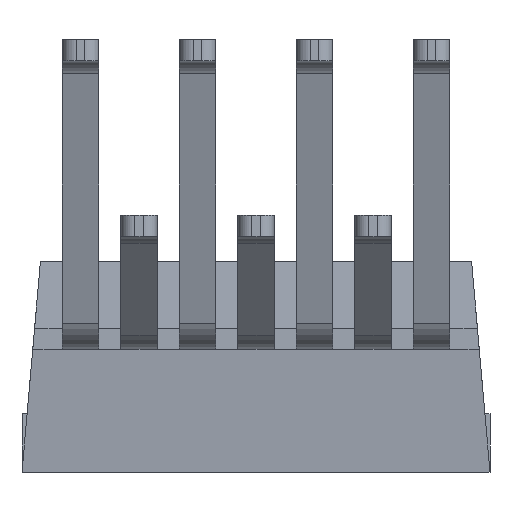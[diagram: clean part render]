
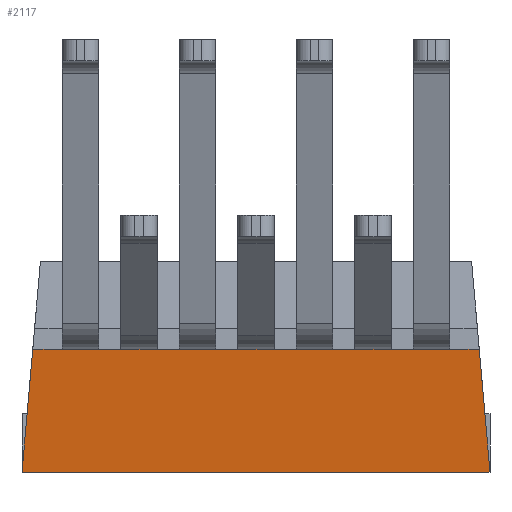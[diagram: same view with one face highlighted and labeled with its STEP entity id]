
A CAD part, left-side view. The second image highlights one B-rep face of the part: STEP entity #2117.
In plain terms, the highlighted face is planar.
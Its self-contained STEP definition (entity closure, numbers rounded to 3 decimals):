
#638=DIRECTION('',(0.,0.,1.));
#639=VECTOR('',#638,10.16);
#640=CARTESIAN_POINT('',(-3.956,0.,-5.08));
#641=LINE('',#640,#639);
#708=DIRECTION('',(-0.087,0.992,-0.087));
#709=VECTOR('',#708,2.69);
#710=CARTESIAN_POINT('',(-3.956,0.,5.08));
#711=LINE('',#710,#709);
#925=DIRECTION('',(0.,0.,1.));
#926=VECTOR('',#925,0.644);
#927=CARTESIAN_POINT('',(-4.19,2.67,4.203));
#928=LINE('',#927,#926);
#939=DIRECTION('',(0.,0.,1.));
#940=VECTOR('',#939,0.644);
#941=CARTESIAN_POINT('',(-4.19,2.67,-4.846));
#942=LINE('',#941,#940);
#960=DIRECTION('',(0.,0.,1.));
#961=VECTOR('',#960,0.485);
#962=CARTESIAN_POINT('',(-4.19,2.67,1.663));
#963=LINE('',#962,#961);
#988=DIRECTION('',(0.,0.,1.));
#989=VECTOR('',#988,0.485);
#990=CARTESIAN_POINT('',(-4.19,2.67,2.933));
#991=LINE('',#990,#989);
#1002=DIRECTION('',(0.,0.,1.));
#1003=VECTOR('',#1002,0.485);
#1004=CARTESIAN_POINT('',(-4.19,2.67,-0.878));
#1005=LINE('',#1004,#1003);
#1030=DIRECTION('',(0.,0.,1.));
#1031=VECTOR('',#1030,0.485);
#1032=CARTESIAN_POINT('',(-4.19,2.67,0.393));
#1033=LINE('',#1032,#1031);
#1044=DIRECTION('',(0.,0.,1.));
#1045=VECTOR('',#1044,0.485);
#1046=CARTESIAN_POINT('',(-4.19,2.67,-3.418));
#1047=LINE('',#1046,#1045);
#1072=DIRECTION('',(0.,0.,1.));
#1073=VECTOR('',#1072,0.485);
#1074=CARTESIAN_POINT('',(-4.19,2.67,-2.148));
#1075=LINE('',#1074,#1073);
#1100=DIRECTION('',(0.,0.,1.));
#1101=VECTOR('',#1100,0.785);
#1102=CARTESIAN_POINT('',(-4.19,2.67,-2.933));
#1103=LINE('',#1102,#1101);
#1107=DIRECTION('',(0.,0.,1.));
#1108=VECTOR('',#1107,0.785);
#1109=CARTESIAN_POINT('',(-4.19,2.67,-1.663));
#1110=LINE('',#1109,#1108);
#1114=DIRECTION('',(0.,0.,1.));
#1115=VECTOR('',#1114,0.785);
#1116=CARTESIAN_POINT('',(-4.19,2.67,-0.393));
#1117=LINE('',#1116,#1115);
#1121=DIRECTION('',(0.,0.,1.));
#1122=VECTOR('',#1121,0.785);
#1123=CARTESIAN_POINT('',(-4.19,2.67,0.878));
#1124=LINE('',#1123,#1122);
#1128=DIRECTION('',(0.,0.,1.));
#1129=VECTOR('',#1128,0.785);
#1130=CARTESIAN_POINT('',(-4.19,2.67,2.148));
#1131=LINE('',#1130,#1129);
#1135=DIRECTION('',(0.,0.,1.));
#1136=VECTOR('',#1135,0.785);
#1137=CARTESIAN_POINT('',(-4.19,2.67,3.418));
#1138=LINE('',#1137,#1136);
#1142=DIRECTION('',(-0.087,0.992,0.087));
#1143=VECTOR('',#1142,2.69);
#1144=CARTESIAN_POINT('',(-3.956,0.,-5.08));
#1145=LINE('',#1144,#1143);
#1149=DIRECTION('',(0.,0.,1.));
#1150=VECTOR('',#1149,0.785);
#1151=CARTESIAN_POINT('',(-4.19,2.67,-4.203));
#1152=LINE('',#1151,#1150);
#1555=CARTESIAN_POINT('',(-3.956,0.,5.08));
#1557=VERTEX_POINT('',#1555);
#1560=CARTESIAN_POINT('',(-3.956,0.,-5.08));
#1562=VERTEX_POINT('',#1560);
#1563=CARTESIAN_POINT('',(-4.19,2.67,4.846));
#1564=VERTEX_POINT('',#1563);
#1565=CARTESIAN_POINT('',(-4.19,2.67,-4.846));
#1566=VERTEX_POINT('',#1565);
#1611=CARTESIAN_POINT('',(-4.19,2.67,3.418));
#1613=VERTEX_POINT('',#1611);
#1615=CARTESIAN_POINT('',(-4.19,2.67,4.203));
#1617=VERTEX_POINT('',#1615);
#1627=CARTESIAN_POINT('',(-4.19,2.67,0.878));
#1629=VERTEX_POINT('',#1627);
#1631=CARTESIAN_POINT('',(-4.19,2.67,1.663));
#1633=VERTEX_POINT('',#1631);
#1643=CARTESIAN_POINT('',(-4.19,2.67,-1.663));
#1645=VERTEX_POINT('',#1643);
#1647=CARTESIAN_POINT('',(-4.19,2.67,-0.878));
#1649=VERTEX_POINT('',#1647);
#1659=CARTESIAN_POINT('',(-4.19,2.67,-4.203));
#1661=VERTEX_POINT('',#1659);
#1663=CARTESIAN_POINT('',(-4.19,2.67,-3.418));
#1665=VERTEX_POINT('',#1663);
#1675=CARTESIAN_POINT('',(-4.19,2.67,2.148));
#1677=VERTEX_POINT('',#1675);
#1679=CARTESIAN_POINT('',(-4.19,2.67,2.933));
#1681=VERTEX_POINT('',#1679);
#1691=CARTESIAN_POINT('',(-4.19,2.67,-0.393));
#1693=VERTEX_POINT('',#1691);
#1695=CARTESIAN_POINT('',(-4.19,2.67,0.393));
#1697=VERTEX_POINT('',#1695);
#1707=CARTESIAN_POINT('',(-4.19,2.67,-2.933));
#1709=VERTEX_POINT('',#1707);
#1711=CARTESIAN_POINT('',(-4.19,2.67,-2.148));
#1713=VERTEX_POINT('',#1711);
#2086=CARTESIAN_POINT('',(-4.19,2.67,-5.08));
#2087=DIRECTION('',(-0.996,-0.087,0.));
#2088=DIRECTION('',(0.,0.,1.));
#2089=AXIS2_PLACEMENT_3D('',#2086,#2087,#2088);
#2090=PLANE('',#2089);
#2092=ORIENTED_EDGE('',*,*,#2091,.T.);
#2093=ORIENTED_EDGE('',*,*,#2051,.T.);
#2095=ORIENTED_EDGE('',*,*,#2094,.T.);
#2096=ORIENTED_EDGE('',*,*,#2004,.T.);
#2098=ORIENTED_EDGE('',*,*,#2097,.T.);
#2099=ORIENTED_EDGE('',*,*,#2022,.T.);
#2101=ORIENTED_EDGE('',*,*,#2100,.T.);
#2102=ORIENTED_EDGE('',*,*,#1974,.T.);
#2104=ORIENTED_EDGE('',*,*,#2103,.T.);
#2105=ORIENTED_EDGE('',*,*,#1992,.T.);
#2106=ORIENTED_EDGE('',*,*,#2076,.T.);
#2107=ORIENTED_EDGE('',*,*,#1948,.T.);
#2108=ORIENTED_EDGE('',*,*,#1808,.F.);
#2109=ORIENTED_EDGE('',*,*,#1728,.F.);
#2110=ORIENTED_EDGE('',*,*,#1846,.T.);
#2111=ORIENTED_EDGE('',*,*,#1960,.T.);
#2113=ORIENTED_EDGE('',*,*,#2112,.T.);
#2114=ORIENTED_EDGE('',*,*,#2034,.T.);
#2115=EDGE_LOOP('',(#2092,#2093,#2095,#2096,#2098,#2099,#2101,#2102,#2104,#2105,
#2106,#2107,#2108,#2109,#2110,#2111,#2113,#2114));
#2116=FACE_OUTER_BOUND('',#2115,.F.);
#1728=EDGE_CURVE('',#1562,#1557,#641,.T.);
#1808=EDGE_CURVE('',#1557,#1564,#711,.T.);
#1846=EDGE_CURVE('',#1562,#1566,#1145,.T.);
#1948=EDGE_CURVE('',#1617,#1564,#928,.T.);
#1960=EDGE_CURVE('',#1566,#1661,#942,.T.);
#1974=EDGE_CURVE('',#1633,#1677,#963,.T.);
#1992=EDGE_CURVE('',#1681,#1613,#991,.T.);
#2004=EDGE_CURVE('',#1649,#1693,#1005,.T.);
#2022=EDGE_CURVE('',#1697,#1629,#1033,.T.);
#2034=EDGE_CURVE('',#1665,#1709,#1047,.T.);
#2051=EDGE_CURVE('',#1713,#1645,#1075,.T.);
#2076=EDGE_CURVE('',#1613,#1617,#1138,.T.);
#2091=EDGE_CURVE('',#1709,#1713,#1103,.T.);
#2094=EDGE_CURVE('',#1645,#1649,#1110,.T.);
#2097=EDGE_CURVE('',#1693,#1697,#1117,.T.);
#2100=EDGE_CURVE('',#1629,#1633,#1124,.T.);
#2103=EDGE_CURVE('',#1677,#1681,#1131,.T.);
#2112=EDGE_CURVE('',#1661,#1665,#1152,.T.);
#2117=ADVANCED_FACE('',(#2116),#2090,.T.);
